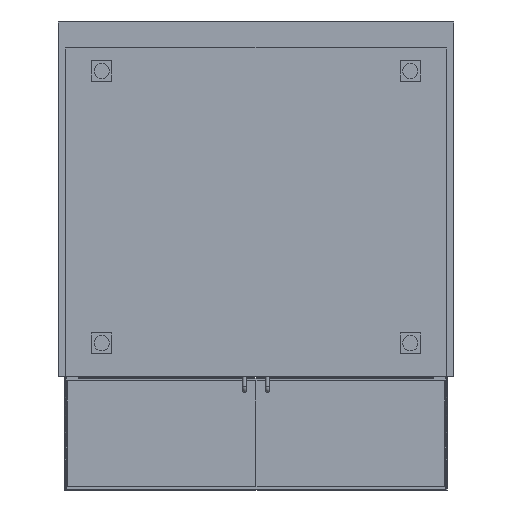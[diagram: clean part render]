
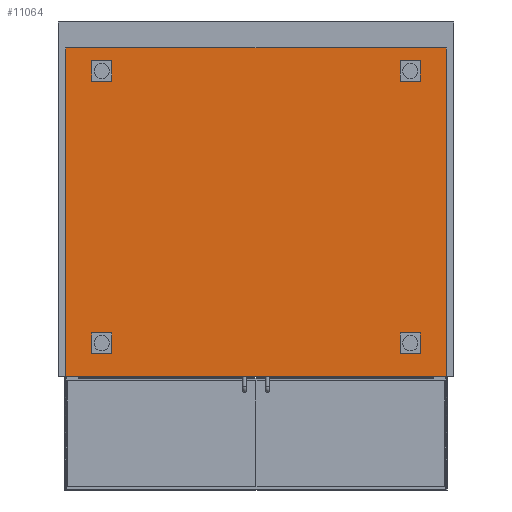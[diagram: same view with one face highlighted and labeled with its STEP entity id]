
A CAD part, front view. The second image highlights one B-rep face of the part: STEP entity #11064.
In plain terms, the highlighted planar face has unit normal (0, -1, 0).
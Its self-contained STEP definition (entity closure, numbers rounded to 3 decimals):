
#35 = FACE_OUTER_BOUND ( 'NONE', #3556, .T. ) ;
#278 = LINE ( 'NONE', #10203, #3724 ) ;
#724 = VERTEX_POINT ( 'NONE', #8643 ) ;
#2284 = VECTOR ( 'NONE', #2868, 1000. ) ;
#2868 = DIRECTION ( 'NONE',  ( 0., 0., 1. ) ) ;
#2998 = CARTESIAN_POINT ( 'NONE',  ( 0., -498., 0. ) ) ;
#3040 = DIRECTION ( 'NONE',  ( -1., 0., 0. ) ) ;
#3096 = ORIENTED_EDGE ( 'NONE', *, *, #3175, .T. ) ;
#3175 = EDGE_CURVE ( 'NONE', #7130, #724, #9288, .T. ) ;
#3556 = EDGE_LOOP ( 'NONE', ( #5572, #6862, #3096, #3694 ) ) ;
#3694 = ORIENTED_EDGE ( 'NONE', *, *, #4448, .T. ) ;
#3724 = VECTOR ( 'NONE', #9435, 1000. ) ;
#3946 = AXIS2_PLACEMENT_3D ( 'NONE', #2998, #11529, #5913 ) ;
#4448 = EDGE_CURVE ( 'NONE', #724, #8271, #11420, .T. ) ;
#5480 = DIRECTION ( 'NONE',  ( 0., 0., -1. ) ) ;
#5572 = ORIENTED_EDGE ( 'NONE', *, *, #11922, .T. ) ;
#5913 = DIRECTION ( 'NONE',  ( 0., 0., -1. ) ) ;
#5982 = LINE ( 'NONE', #7194, #8662 ) ;
#6311 = VERTEX_POINT ( 'NONE', #12332 ) ;
#6862 = ORIENTED_EDGE ( 'NONE', *, *, #8213, .T. ) ;
#6949 = VECTOR ( 'NONE', #3040, 1000. ) ;
#7130 = VERTEX_POINT ( 'NONE', #10658 ) ;
#7194 = CARTESIAN_POINT ( 'NONE',  ( -373.5, -498., 296.5 ) ) ;
#8213 = EDGE_CURVE ( 'NONE', #6311, #7130, #278, .T. ) ;
#8271 = VERTEX_POINT ( 'NONE', #11259 ) ;
#8542 = CARTESIAN_POINT ( 'NONE',  ( 373.5, -498., 296.5 ) ) ;
#8643 = CARTESIAN_POINT ( 'NONE',  ( 373.5, -498., 296.5 ) ) ;
#8662 = VECTOR ( 'NONE', #5480, 1000. ) ;
#9288 = LINE ( 'NONE', #8542, #2284 ) ;
#9435 = DIRECTION ( 'NONE',  ( 1., 0., 0. ) ) ;
#10203 = CARTESIAN_POINT ( 'NONE',  ( -373.5, -498., -347.5 ) ) ;
#10658 = CARTESIAN_POINT ( 'NONE',  ( 373.5, -498., -347.5 ) ) ;
#10688 = PLANE ( 'NONE',  #3946 ) ;
#11064 = ADVANCED_FACE ( 'NONE', ( #35 ), #10688, .T. ) ;
#11259 = CARTESIAN_POINT ( 'NONE',  ( -373.5, -498., 296.5 ) ) ;
#11420 = LINE ( 'NONE', #11696, #6949 ) ;
#11529 = DIRECTION ( 'NONE',  ( 0., -1., 0. ) ) ;
#11696 = CARTESIAN_POINT ( 'NONE',  ( -373.5, -498., 296.5 ) ) ;
#11922 = EDGE_CURVE ( 'NONE', #8271, #6311, #5982, .T. ) ;
#12332 = CARTESIAN_POINT ( 'NONE',  ( -373.5, -498., -347.5 ) ) ;
